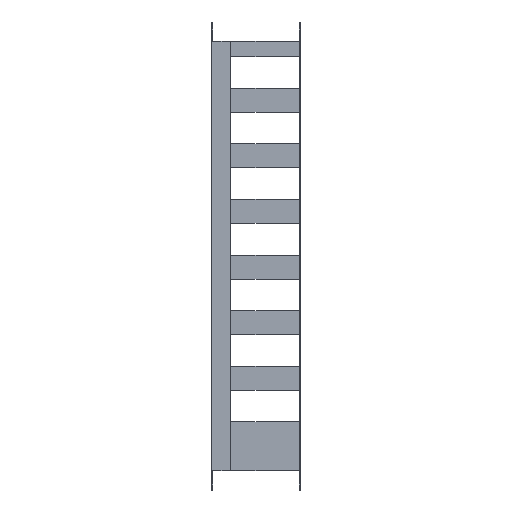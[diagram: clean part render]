
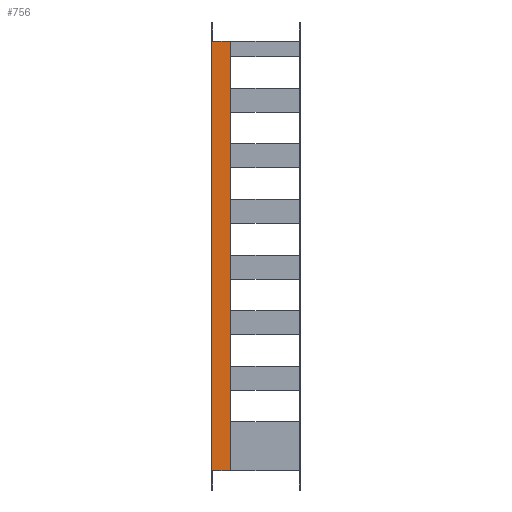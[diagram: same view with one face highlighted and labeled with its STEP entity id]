
A CAD part, top view. The second image highlights one B-rep face of the part: STEP entity #756.
In plain terms, the highlighted planar face has unit normal (0, 0, 1).
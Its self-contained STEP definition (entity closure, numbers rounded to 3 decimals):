
#208 = LINE ( 'NONE', #2706, #3007 ) ;
#357 = VERTEX_POINT ( 'NONE', #3240 ) ;
#411 = LINE ( 'NONE', #722, #2068 ) ;
#605 = LINE ( 'NONE', #618, #1814 ) ;
#608 = ORIENTED_EDGE ( 'NONE', *, *, #1860, .F. ) ;
#618 = CARTESIAN_POINT ( 'NONE',  ( -19., 448., 0. ) ) ;
#630 = CARTESIAN_POINT ( 'NONE',  ( -19., 448., 0. ) ) ;
#665 = EDGE_CURVE ( 'NONE', #357, #802, #208, .T. ) ;
#722 = CARTESIAN_POINT ( 'NONE',  ( -19., 448., 0. ) ) ;
#756 = ADVANCED_FACE ( 'NONE', ( #2506 ), #1748, .F. ) ;
#802 = VERTEX_POINT ( 'NONE', #3253 ) ;
#818 = VECTOR ( 'NONE', #1534, 1000. ) ;
#960 = ORIENTED_EDGE ( 'NONE', *, *, #2687, .T. ) ;
#1025 = LINE ( 'NONE', #2795, #818 ) ;
#1171 = DIRECTION ( 'NONE',  ( 1., 0., 0. ) ) ;
#1173 = DIRECTION ( 'NONE',  ( 1., 0., 0. ) ) ;
#1285 = ORIENTED_EDGE ( 'NONE', *, *, #2058, .F. ) ;
#1338 = EDGE_LOOP ( 'NONE', ( #2287, #1285, #608, #960 ) ) ;
#1534 = DIRECTION ( 'NONE',  ( 0., -1., 0. ) ) ;
#1551 = DIRECTION ( 'NONE',  ( -1., 0., 0. ) ) ;
#1598 = VERTEX_POINT ( 'NONE', #3210 ) ;
#1609 = DIRECTION ( 'NONE',  ( 0., -1., 0. ) ) ;
#1748 = PLANE ( 'NONE',  #3168 ) ;
#1814 = VECTOR ( 'NONE', #1609, 1000. ) ;
#1860 = EDGE_CURVE ( 'NONE', #3106, #1598, #411, .T. ) ;
#2058 = EDGE_CURVE ( 'NONE', #1598, #802, #1025, .T. ) ;
#2068 = VECTOR ( 'NONE', #1173, 1000. ) ;
#2276 = CARTESIAN_POINT ( 'NONE',  ( -19., 448., 0. ) ) ;
#2287 = ORIENTED_EDGE ( 'NONE', *, *, #665, .T. ) ;
#2506 = FACE_OUTER_BOUND ( 'NONE', #1338, .T. ) ;
#2687 = EDGE_CURVE ( 'NONE', #3106, #357, #605, .T. ) ;
#2706 = CARTESIAN_POINT ( 'NONE',  ( -19., 0., 0. ) ) ;
#2795 = CARTESIAN_POINT ( 'NONE',  ( 0., 448., 0. ) ) ;
#3007 = VECTOR ( 'NONE', #1171, 1000. ) ;
#3050 = DIRECTION ( 'NONE',  ( 0., 0., -1. ) ) ;
#3106 = VERTEX_POINT ( 'NONE', #630 ) ;
#3168 = AXIS2_PLACEMENT_3D ( 'NONE', #2276, #3050, #1551 ) ;
#3210 = CARTESIAN_POINT ( 'NONE',  ( 0., 448., 0. ) ) ;
#3240 = CARTESIAN_POINT ( 'NONE',  ( -19., 0., 0. ) ) ;
#3253 = CARTESIAN_POINT ( 'NONE',  ( 0., 0., 0. ) ) ;
